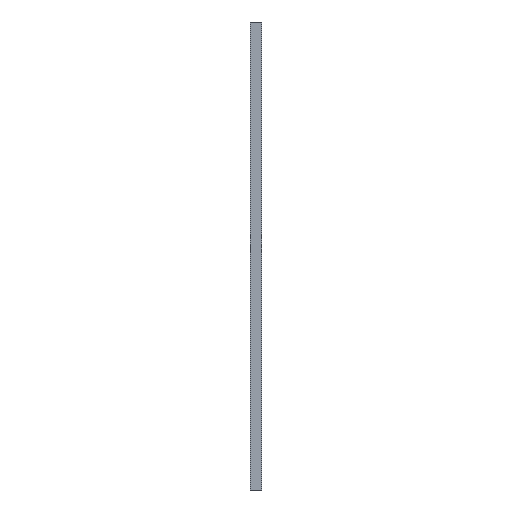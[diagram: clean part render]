
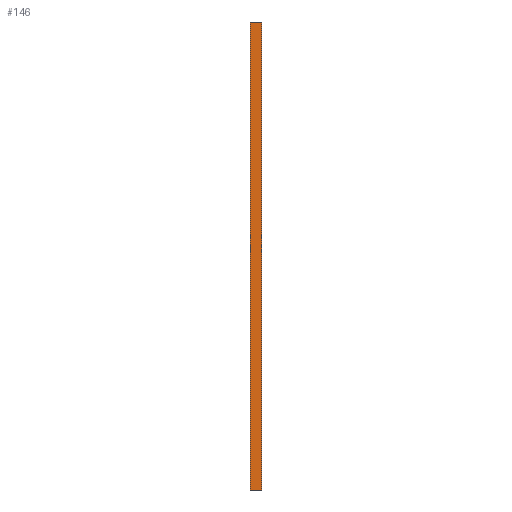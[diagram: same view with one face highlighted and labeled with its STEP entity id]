
A CAD part, left-side view. The second image highlights one B-rep face of the part: STEP entity #146.
In plain terms, the highlighted planar face has unit normal (-1, 0, 0).
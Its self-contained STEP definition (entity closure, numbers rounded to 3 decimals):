
#17 = EDGE_CURVE ( 'NONE', #1018, #97, #1087, .T. ) ;
#36 = DIRECTION ( 'NONE',  ( -1., 0., 0. ) ) ;
#44 = ORIENTED_EDGE ( 'NONE', *, *, #1012, .F. ) ;
#48 = EDGE_LOOP ( 'NONE', ( #960, #44, #1173, #1211 ) ) ;
#56 = EDGE_CURVE ( 'NONE', #1006, #97, #1462, .T. ) ;
#97 = VERTEX_POINT ( 'NONE', #1471 ) ;
#146 = ADVANCED_FACE ( 'NONE', ( #1410 ), #529, .T. ) ;
#155 = LINE ( 'NONE', #546, #502 ) ;
#197 = DIRECTION ( 'NONE',  ( 0., 1., 0. ) ) ;
#215 = CARTESIAN_POINT ( 'NONE',  ( -0.16, 0.5, -0.16 ) ) ;
#235 = EDGE_CURVE ( 'NONE', #1378, #1006, #1285, .T. ) ;
#326 = VECTOR ( 'NONE', #197, 1000. ) ;
#395 = CARTESIAN_POINT ( 'NONE',  ( -0.16, 0., -0.16 ) ) ;
#406 = AXIS2_PLACEMENT_3D ( 'NONE', #395, #36, #674 ) ;
#485 = CARTESIAN_POINT ( 'NONE',  ( -0.16, 0., -0.16 ) ) ;
#502 = VECTOR ( 'NONE', #1143, 1000. ) ;
#520 = CARTESIAN_POINT ( 'NONE',  ( -0.16, 0.5, -0.16 ) ) ;
#529 = PLANE ( 'NONE',  #406 ) ;
#546 = CARTESIAN_POINT ( 'NONE',  ( -0.16, 0., -0.16 ) ) ;
#674 = DIRECTION ( 'NONE',  ( 0., 0., 1. ) ) ;
#721 = CARTESIAN_POINT ( 'NONE',  ( -0.16, 0., 19.84 ) ) ;
#876 = VECTOR ( 'NONE', #1228, 1000. ) ;
#896 = CARTESIAN_POINT ( 'NONE',  ( -0.16, 0., -0.16 ) ) ;
#960 = ORIENTED_EDGE ( 'NONE', *, *, #17, .F. ) ;
#1006 = VERTEX_POINT ( 'NONE', #721 ) ;
#1012 = EDGE_CURVE ( 'NONE', #1378, #1018, #155, .T. ) ;
#1018 = VERTEX_POINT ( 'NONE', #520 ) ;
#1087 = LINE ( 'NONE', #215, #876 ) ;
#1143 = DIRECTION ( 'NONE',  ( 0., 1., 0. ) ) ;
#1173 = ORIENTED_EDGE ( 'NONE', *, *, #235, .T. ) ;
#1211 = ORIENTED_EDGE ( 'NONE', *, *, #56, .T. ) ;
#1228 = DIRECTION ( 'NONE',  ( 0., 0., 1. ) ) ;
#1285 = LINE ( 'NONE', #896, #1505 ) ;
#1378 = VERTEX_POINT ( 'NONE', #485 ) ;
#1392 = DIRECTION ( 'NONE',  ( 0., 0., 1. ) ) ;
#1410 = FACE_OUTER_BOUND ( 'NONE', #48, .T. ) ;
#1462 = LINE ( 'NONE', #1578, #326 ) ;
#1471 = CARTESIAN_POINT ( 'NONE',  ( -0.16, 0.5, 19.84 ) ) ;
#1505 = VECTOR ( 'NONE', #1392, 1000. ) ;
#1578 = CARTESIAN_POINT ( 'NONE',  ( -0.16, 0., 19.84 ) ) ;
